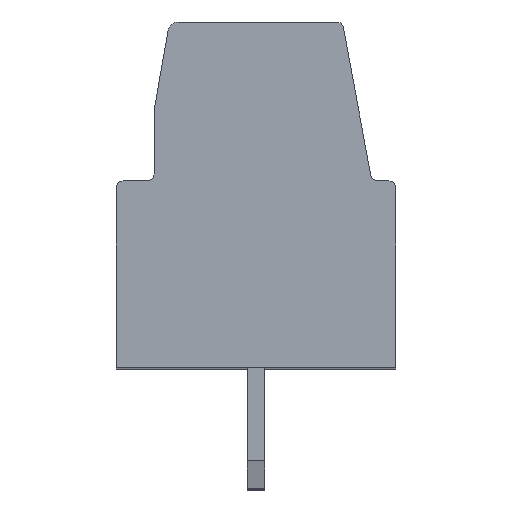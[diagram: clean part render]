
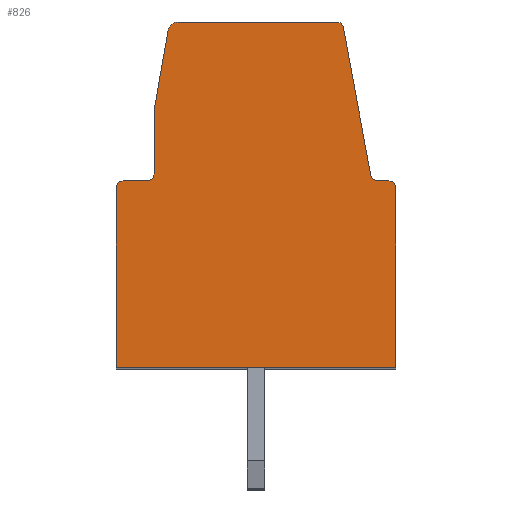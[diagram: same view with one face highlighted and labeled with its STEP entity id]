
A CAD part, top view. The second image highlights one B-rep face of the part: STEP entity #826.
In plain terms, the highlighted planar face has unit normal (0, 0, 1).
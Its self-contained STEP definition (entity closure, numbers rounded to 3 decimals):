
#826 = ADVANCED_FACE( '', ( #1684 ), #1685, .F. );
#1684 = FACE_OUTER_BOUND( '', #2579, .T. );
#1685 = PLANE( '', #2580 );
#2579 = EDGE_LOOP( '', ( #4860, #4861, #4862, #4863, #4864, #4865, #4866, #4867, #4868, #4869, #4870, #4871, #4872, #4873, #4874 ) );
#2580 = AXIS2_PLACEMENT_3D( '', #4875, #4876, #4877 );
#4860 = ORIENTED_EDGE( '', *, *, #5886, .T. );
#4861 = ORIENTED_EDGE( '', *, *, #5765, .T. );
#4862 = ORIENTED_EDGE( '', *, *, #6069, .F. );
#4863 = ORIENTED_EDGE( '', *, *, #5816, .T. );
#4864 = ORIENTED_EDGE( '', *, *, #5758, .T. );
#4865 = ORIENTED_EDGE( '', *, *, #6212, .T. );
#4866 = ORIENTED_EDGE( '', *, *, #5942, .T. );
#4867 = ORIENTED_EDGE( '', *, *, #6395, .T. );
#4868 = ORIENTED_EDGE( '', *, *, #6396, .F. );
#4869 = ORIENTED_EDGE( '', *, *, #6397, .T. );
#4870 = ORIENTED_EDGE( '', *, *, #6398, .F. );
#4871 = ORIENTED_EDGE( '', *, *, #6038, .T. );
#4872 = ORIENTED_EDGE( '', *, *, #5762, .T. );
#4873 = ORIENTED_EDGE( '', *, *, #6073, .T. );
#4874 = ORIENTED_EDGE( '', *, *, #6399, .F. );
#4875 = CARTESIAN_POINT( '', ( 0.81, -4.4, 0. ) );
#4876 = DIRECTION( '', ( 0., 0., -1. ) );
#4877 = DIRECTION( '', ( 0., -1., 0. ) );
#5758 = EDGE_CURVE( '', #7058, #7060, #7062, .T. );
#5762 = EDGE_CURVE( '', #7064, #7066, #7068, .T. );
#5765 = EDGE_CURVE( '', #7072, #7070, #7073, .T. );
#5816 = EDGE_CURVE( '', #7158, #7058, #7159, .T. );
#5886 = EDGE_CURVE( '', #7263, #7072, #7264, .T. );
#5942 = EDGE_CURVE( '', #7359, #7357, #7360, .T. );
#6038 = EDGE_CURVE( '', #7496, #7064, #7497, .T. );
#6069 = EDGE_CURVE( '', #7158, #7070, #7540, .T. );
#6073 = EDGE_CURVE( '', #7066, #7543, #7545, .T. );
#6212 = EDGE_CURVE( '', #7060, #7359, #7730, .T. );
#6395 = EDGE_CURVE( '', #7357, #7940, #7941, .T. );
#6396 = EDGE_CURVE( '', #7942, #7940, #7943, .T. );
#6397 = EDGE_CURVE( '', #7942, #7944, #7945, .T. );
#6398 = EDGE_CURVE( '', #7496, #7944, #7946, .T. );
#6399 = EDGE_CURVE( '', #7263, #7543, #7947, .T. );
#7058 = VERTEX_POINT( '', #8856 );
#7060 = VERTEX_POINT( '', #8859 );
#7062 = CIRCLE( '', #8862, 0.2 );
#7064 = VERTEX_POINT( '', #8864 );
#7066 = VERTEX_POINT( '', #8867 );
#7068 = CIRCLE( '', #8870, 0.2 );
#7070 = VERTEX_POINT( '', #8872 );
#7072 = VERTEX_POINT( '', #8875 );
#7073 = LINE( '', #8876, #8877 );
#7158 = VERTEX_POINT( '', #8998 );
#7159 = LINE( '', #8999, #9000 );
#7263 = VERTEX_POINT( '', #9150 );
#7264 = LINE( '', #9151, #9152 );
#7357 = VERTEX_POINT( '', #9291 );
#7359 = VERTEX_POINT( '', #9294 );
#7360 = LINE( '', #9295, #9296 );
#7496 = VERTEX_POINT( '', #9498 );
#7497 = LINE( '', #9499, #9500 );
#7540 = CIRCLE( '', #9564, 0.2 );
#7543 = VERTEX_POINT( '', #9567 );
#7545 = LINE( '', #9570, #9571 );
#7730 = LINE( '', #9853, #9854 );
#7940 = VERTEX_POINT( '', #10157 );
#7941 = LINE( '', #10158, #10159 );
#7942 = VERTEX_POINT( '', #10160 );
#7943 = CIRCLE( '', #10161, 0.2 );
#7944 = VERTEX_POINT( '', #10162 );
#7945 = LINE( '', #10163, #10164 );
#7946 = CIRCLE( '', #10165, 0.2 );
#7947 = CIRCLE( '', #10166, 0.3 );
#8856 = CARTESIAN_POINT( '', ( -7.9, 5.4, 0. ) );
#8859 = CARTESIAN_POINT( '', ( -8.1, 5.2, 0. ) );
#8862 = AXIS2_PLACEMENT_3D( '', #10604, #10605, #10606 );
#8864 = CARTESIAN_POINT( '', ( -1.52, 9.836, 0. ) );
#8867 = CARTESIAN_POINT( '', ( -1.716, 10., 0. ) );
#8870 = AXIS2_PLACEMENT_3D( '', #10609, #10610, #10611 );
#8872 = CARTESIAN_POINT( '', ( -7., 5.6, 0. ) );
#8875 = CARTESIAN_POINT( '', ( -7., 7.448, 0. ) );
#8876 = CARTESIAN_POINT( '', ( -7., -18.438, 0. ) );
#8877 = VECTOR( '', #10613, 1000. );
#8998 = CARTESIAN_POINT( '', ( -7.2, 5.4, 0. ) );
#8999 = CARTESIAN_POINT( '', ( -16.414, 5.4, 0. ) );
#9000 = VECTOR( '', #10665, 1000. );
#9150 = CARTESIAN_POINT( '', ( -6.594, 9.752, 0. ) );
#9151 = CARTESIAN_POINT( '', ( -11.564, -18.438, 0. ) );
#9152 = VECTOR( '', #10730, 1000. );
#9291 = CARTESIAN_POINT( '', ( 0., 0., 0. ) );
#9294 = CARTESIAN_POINT( '', ( -8.1, 0., 0. ) );
#9295 = CARTESIAN_POINT( '', ( -16.414, 0., 0. ) );
#9296 = VECTOR( '', #10778, 1000. );
#9498 = CARTESIAN_POINT( '', ( -0.728, 5.564, 0. ) );
#9499 = CARTESIAN_POINT( '', ( 3.721, -18.438, 0. ) );
#9500 = VECTOR( '', #10860, 1000. );
#9564 = AXIS2_PLACEMENT_3D( '', #10885, #10886, #10887 );
#9567 = CARTESIAN_POINT( '', ( -6.298, 10., 0. ) );
#9570 = CARTESIAN_POINT( '', ( -16.414, 10., 0. ) );
#9571 = VECTOR( '', #10892, 1000. );
#9853 = CARTESIAN_POINT( '', ( -8.1, -18.438, 0. ) );
#9854 = VECTOR( '', #11008, 1000. );
#10157 = CARTESIAN_POINT( '', ( 0., 5.2, 0. ) );
#10158 = CARTESIAN_POINT( '', ( 0., -18.438, 0. ) );
#10159 = VECTOR( '', #11138, 1000. );
#10160 = CARTESIAN_POINT( '', ( -0.2, 5.4, 0. ) );
#10161 = AXIS2_PLACEMENT_3D( '', #11139, #11140, #11141 );
#10162 = CARTESIAN_POINT( '', ( -0.531, 5.4, 0. ) );
#10163 = CARTESIAN_POINT( '', ( -16.414, 5.4, 0. ) );
#10164 = VECTOR( '', #11142, 1000. );
#10165 = AXIS2_PLACEMENT_3D( '', #11143, #11144, #11145 );
#10166 = AXIS2_PLACEMENT_3D( '', #11146, #11147, #11148 );
#10604 = CARTESIAN_POINT( '', ( -7.9, 5.2, 0. ) );
#10605 = DIRECTION( '', ( 0., 0., 1. ) );
#10606 = DIRECTION( '', ( 1., 0., 0. ) );
#10609 = CARTESIAN_POINT( '', ( -1.716, 9.8, 0. ) );
#10610 = DIRECTION( '', ( 0., 0., 1. ) );
#10611 = DIRECTION( '', ( 1., 0., 0. ) );
#10613 = DIRECTION( '', ( 0., -1., 0. ) );
#10665 = DIRECTION( '', ( -1., 0., 0. ) );
#10730 = DIRECTION( '', ( -0.174, -0.985, 0. ) );
#10778 = DIRECTION( '', ( 1., 0., 0. ) );
#10860 = DIRECTION( '', ( -0.182, 0.983, 0. ) );
#10885 = CARTESIAN_POINT( '', ( -7.2, 5.6, 0. ) );
#10886 = DIRECTION( '', ( 0., 0., 1. ) );
#10887 = DIRECTION( '', ( 1., 0., 0. ) );
#10892 = DIRECTION( '', ( -1., 0., 0. ) );
#11008 = DIRECTION( '', ( 0., -1., 0. ) );
#11138 = DIRECTION( '', ( 0., 1., 0. ) );
#11139 = CARTESIAN_POINT( '', ( -0.2, 5.2, 0. ) );
#11140 = DIRECTION( '', ( 0., 0., -1. ) );
#11141 = DIRECTION( '', ( -1., 0., 0. ) );
#11142 = DIRECTION( '', ( -1., 0., 0. ) );
#11143 = CARTESIAN_POINT( '', ( -0.531, 5.6, 0. ) );
#11144 = DIRECTION( '', ( 0., 0., 1. ) );
#11145 = DIRECTION( '', ( 1., 0., 0. ) );
#11146 = CARTESIAN_POINT( '', ( -6.298, 9.7, 0. ) );
#11147 = DIRECTION( '', ( 0., 0., -1. ) );
#11148 = DIRECTION( '', ( -1., 0., 0. ) );
